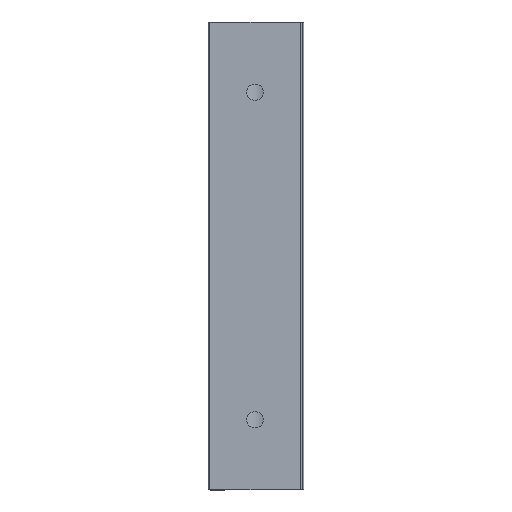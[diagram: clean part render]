
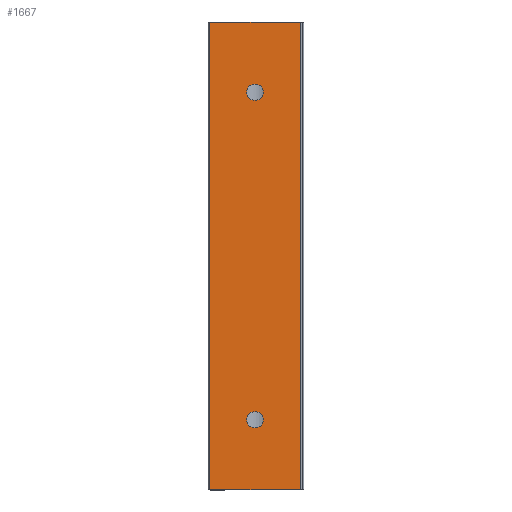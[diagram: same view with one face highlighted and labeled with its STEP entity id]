
A CAD part, left-side view. The second image highlights one B-rep face of the part: STEP entity #1667.
In plain terms, the highlighted planar face has unit normal (-1, 0, 0).
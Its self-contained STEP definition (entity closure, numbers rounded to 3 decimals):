
#158=FACE_BOUND('',#414,.T.);
#159=FACE_BOUND('',#415,.T.);
#186=PLANE('',#1841);
#252=CIRCLE('',#1842,1.75);
#253=CIRCLE('',#1843,1.75);
#334=FACE_OUTER_BOUND('',#413,.T.);
#413=EDGE_LOOP('',(#1404,#1405,#1406,#1407));
#414=EDGE_LOOP('',(#1408));
#415=EDGE_LOOP('',(#1409));
#517=LINE('',#3064,#635);
#519=LINE('',#3070,#637);
#520=LINE('',#3072,#638);
#521=LINE('',#3073,#639);
#635=VECTOR('',#2223,1000.);
#637=VECTOR('',#2229,1000.);
#638=VECTOR('',#2230,1000.);
#639=VECTOR('',#2231,1000.);
#812=VERTEX_POINT('',#3061);
#813=VERTEX_POINT('',#3063);
#815=VERTEX_POINT('',#3069);
#816=VERTEX_POINT('',#3071);
#817=VERTEX_POINT('',#3074);
#818=VERTEX_POINT('',#3076);
#1018=EDGE_CURVE('',#813,#812,#517,.T.);
#1021=EDGE_CURVE('',#812,#815,#519,.T.);
#1022=EDGE_CURVE('',#816,#815,#520,.T.);
#1023=EDGE_CURVE('',#813,#816,#521,.T.);
#1024=EDGE_CURVE('',#817,#817,#252,.T.);
#1025=EDGE_CURVE('',#818,#818,#253,.T.);
#1404=ORIENTED_EDGE('',*,*,#1021,.T.);
#1405=ORIENTED_EDGE('',*,*,#1022,.F.);
#1406=ORIENTED_EDGE('',*,*,#1023,.F.);
#1407=ORIENTED_EDGE('',*,*,#1018,.T.);
#1408=ORIENTED_EDGE('',*,*,#1024,.T.);
#1409=ORIENTED_EDGE('',*,*,#1025,.T.);
#1667=ADVANCED_FACE('',(#334,#158,#159),#186,.F.);
#1841=AXIS2_PLACEMENT_3D('',#3068,#2227,#2228);
#1842=AXIS2_PLACEMENT_3D('',#3075,#2232,#2233);
#1843=AXIS2_PLACEMENT_3D('',#3077,#2234,#2235);
#2223=DIRECTION('',(0.,0.,-1.));
#2227=DIRECTION('center_axis',(1.,0.,0.));
#2228=DIRECTION('ref_axis',(0.,0.,-1.));
#2229=DIRECTION('',(0.,-1.,0.));
#2230=DIRECTION('',(0.,0.,-1.));
#2231=DIRECTION('',(0.,-1.,0.));
#2232=DIRECTION('center_axis',(1.,0.,0.));
#2233=DIRECTION('ref_axis',(0.,0.,-1.));
#2234=DIRECTION('center_axis',(1.,0.,0.));
#2235=DIRECTION('ref_axis',(0.,0.,-1.));
#3061=CARTESIAN_POINT('',(-7.4,19.7,0.));
#3063=CARTESIAN_POINT('',(-7.4,19.7,100.));
#3064=CARTESIAN_POINT('',(-7.4,19.7,100.));
#3068=CARTESIAN_POINT('Origin',(-7.4,19.7,100.));
#3069=CARTESIAN_POINT('',(-7.4,0.3,0.));
#3070=CARTESIAN_POINT('',(-7.4,19.7,0.));
#3071=CARTESIAN_POINT('',(-7.4,0.3,100.));
#3072=CARTESIAN_POINT('',(-7.4,0.3,100.));
#3073=CARTESIAN_POINT('',(-7.4,19.7,100.));
#3074=CARTESIAN_POINT('',(-7.4,10.,86.75));
#3075=CARTESIAN_POINT('Origin',(-7.4,10.,85.));
#3076=CARTESIAN_POINT('',(-7.4,10.,16.75));
#3077=CARTESIAN_POINT('Origin',(-7.4,10.,15.));
